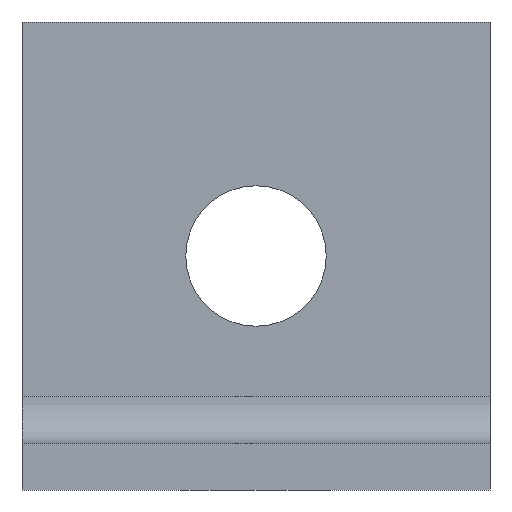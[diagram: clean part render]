
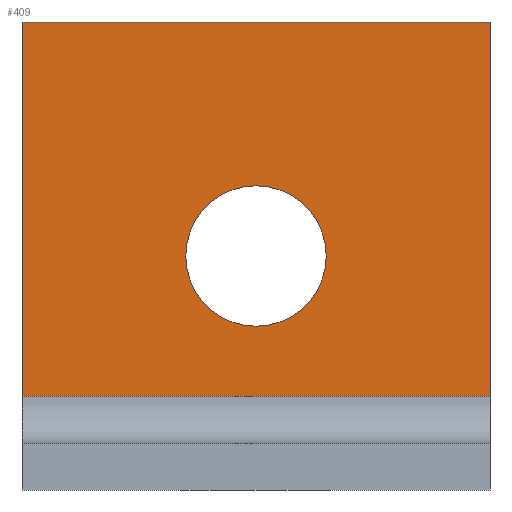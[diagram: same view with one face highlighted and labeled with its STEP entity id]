
A CAD part, front view. The second image highlights one B-rep face of the part: STEP entity #409.
In plain terms, the highlighted planar face has unit normal (0, -1, 0).
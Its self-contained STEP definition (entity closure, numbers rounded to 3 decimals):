
#95=DIRECTION('',(1.,0.,0.));
#96=VECTOR('',#95,50.);
#97=CARTESIAN_POINT('',(-50.,-5.,0.));
#98=LINE('',#97,#96);
#99=DIRECTION('',(0.,0.,-1.));
#100=VECTOR('',#99,40.);
#101=CARTESIAN_POINT('',(0.,-5.,0.));
#102=LINE('',#101,#100);
#103=DIRECTION('',(0.,0.,1.));
#104=VECTOR('',#103,40.);
#105=CARTESIAN_POINT('',(-50.,-5.,-40.));
#106=LINE('',#105,#104);
#107=CARTESIAN_POINT('',(-25.,-5.,-25.));
#108=DIRECTION('',(0.,1.,0.));
#109=DIRECTION('',(-1.,0.,0.));
#110=AXIS2_PLACEMENT_3D('',#107,#108,#109);
#112=CARTESIAN_POINT('',(-25.,-5.,-25.));
#113=DIRECTION('',(0.,1.,0.));
#114=DIRECTION('',(1.,0.,0.));
#115=AXIS2_PLACEMENT_3D('',#112,#113,#114);
#126=DIRECTION('',(1.,0.,0.));
#127=VECTOR('',#126,50.);
#128=CARTESIAN_POINT('',(-50.,-5.,-40.));
#129=LINE('',#128,#127);
#177=CARTESIAN_POINT('',(-50.,-5.,0.));
#178=CARTESIAN_POINT('',(0.,-5.,0.));
#179=VERTEX_POINT('',#177);
#180=VERTEX_POINT('',#178);
#201=CARTESIAN_POINT('',(0.,-5.,-40.));
#202=VERTEX_POINT('',#201);
#203=CARTESIAN_POINT('',(-50.,-5.,-40.));
#204=VERTEX_POINT('',#203);
#209=CARTESIAN_POINT('',(-32.5,-5.,-25.));
#210=CARTESIAN_POINT('',(-17.5,-5.,-25.));
#211=VERTEX_POINT('',#209);
#212=VERTEX_POINT('',#210);
#391=CARTESIAN_POINT('',(0.,-5.,0.));
#392=DIRECTION('',(0.,1.,0.));
#393=DIRECTION('',(1.,0.,0.));
#394=AXIS2_PLACEMENT_3D('',#391,#392,#393);
#395=PLANE('',#394);
#396=ORIENTED_EDGE('',*,*,#251,.T.);
#397=ORIENTED_EDGE('',*,*,#266,.T.);
#399=ORIENTED_EDGE('',*,*,#398,.F.);
#400=ORIENTED_EDGE('',*,*,#385,.T.);
#401=EDGE_LOOP('',(#396,#397,#399,#400));
#402=FACE_OUTER_BOUND('',#401,.F.);
#404=ORIENTED_EDGE('',*,*,#403,.F.);
#406=ORIENTED_EDGE('',*,*,#405,.F.);
#407=EDGE_LOOP('',(#404,#406));
#408=FACE_BOUND('',#407,.F.);
#409=ADVANCED_FACE('',(#402,#408),#395,.F.);
#111=CIRCLE('',#110,7.5);
#116=CIRCLE('',#115,7.5);
#251=EDGE_CURVE('',#179,#180,#98,.T.);
#266=EDGE_CURVE('',#180,#202,#102,.T.);
#385=EDGE_CURVE('',#204,#179,#106,.T.);
#398=EDGE_CURVE('',#204,#202,#129,.T.);
#403=EDGE_CURVE('',#211,#212,#111,.T.);
#405=EDGE_CURVE('',#212,#211,#116,.T.);
